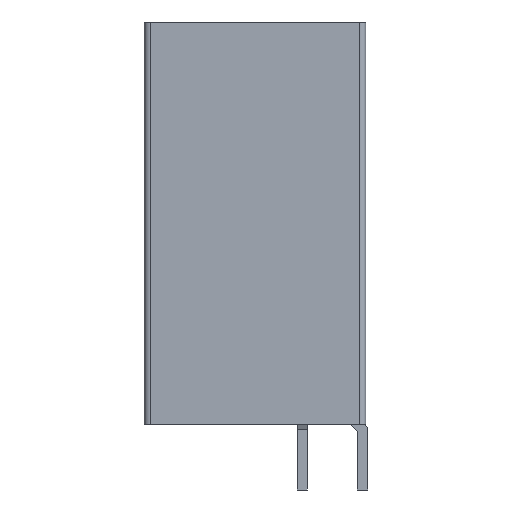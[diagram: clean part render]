
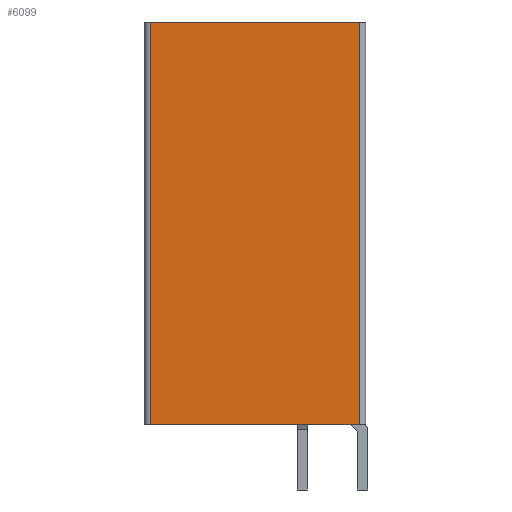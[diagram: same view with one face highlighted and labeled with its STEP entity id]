
A CAD part, front view. The second image highlights one B-rep face of the part: STEP entity #6099.
In plain terms, the highlighted face is planar.
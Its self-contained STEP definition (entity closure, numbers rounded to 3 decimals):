
#61 = VECTOR ( 'NONE', #2113, 1000. ) ;
#629 = ORIENTED_EDGE ( 'NONE', *, *, #1532, .T. ) ;
#962 = FACE_OUTER_BOUND ( 'NONE', #3296, .T. ) ;
#1008 = CARTESIAN_POINT ( 'NONE',  ( -7.5, -2.3, 20. ) ) ;
#1040 = LINE ( 'NONE', #1069, #61 ) ;
#1069 = CARTESIAN_POINT ( 'NONE',  ( -7.5, -2., 0. ) ) ;
#1370 = VERTEX_POINT ( 'NONE', #2490 ) ;
#1401 = LINE ( 'NONE', #6563, #1881 ) ;
#1532 = EDGE_CURVE ( 'NONE', #3223, #6505, #4688, .T. ) ;
#1881 = VECTOR ( 'NONE', #4119, 1000. ) ;
#1900 = EDGE_CURVE ( 'NONE', #4437, #3223, #1040, .T. ) ;
#2113 = DIRECTION ( 'NONE',  ( 0., 0., 1. ) ) ;
#2130 = AXIS2_PLACEMENT_3D ( 'NONE', #5549, #2947, #6024 ) ;
#2248 = VECTOR ( 'NONE', #5501, 1000. ) ;
#2490 = CARTESIAN_POINT ( 'NONE',  ( -7.5, 8.4, 0. ) ) ;
#2762 = ORIENTED_EDGE ( 'NONE', *, *, #4451, .F. ) ;
#2861 = LINE ( 'NONE', #4026, #2248 ) ;
#2947 = DIRECTION ( 'NONE',  ( -1., 0., 0. ) ) ;
#3223 = VERTEX_POINT ( 'NONE', #6249 ) ;
#3296 = EDGE_LOOP ( 'NONE', ( #2762, #4491, #629, #6571 ) ) ;
#3498 = PLANE ( 'NONE',  #2130 ) ;
#3531 = CARTESIAN_POINT ( 'NONE',  ( -7.5, 8.4, 20. ) ) ;
#4026 = CARTESIAN_POINT ( 'NONE',  ( -7.5, 8.4, 0. ) ) ;
#4119 = DIRECTION ( 'NONE',  ( 0., 1., 0. ) ) ;
#4162 = DIRECTION ( 'NONE',  ( 0., 1., 0. ) ) ;
#4437 = VERTEX_POINT ( 'NONE', #5139 ) ;
#4451 = EDGE_CURVE ( 'NONE', #4437, #1370, #1401, .T. ) ;
#4491 = ORIENTED_EDGE ( 'NONE', *, *, #1900, .T. ) ;
#4688 = LINE ( 'NONE', #1008, #5939 ) ;
#5139 = CARTESIAN_POINT ( 'NONE',  ( -7.5, -2., 0. ) ) ;
#5501 = DIRECTION ( 'NONE',  ( 0., 0., 1. ) ) ;
#5549 = CARTESIAN_POINT ( 'NONE',  ( -7.5, -2.3, 0. ) ) ;
#5939 = VECTOR ( 'NONE', #4162, 1000. ) ;
#6024 = DIRECTION ( 'NONE',  ( 0., 0., 1. ) ) ;
#6099 = ADVANCED_FACE ( 'NONE', ( #962 ), #3498, .T. ) ;
#6249 = CARTESIAN_POINT ( 'NONE',  ( -7.5, -2., 20. ) ) ;
#6505 = VERTEX_POINT ( 'NONE', #3531 ) ;
#6563 = CARTESIAN_POINT ( 'NONE',  ( -7.5, -2.3, 0. ) ) ;
#6571 = ORIENTED_EDGE ( 'NONE', *, *, #6705, .F. ) ;
#6705 = EDGE_CURVE ( 'NONE', #1370, #6505, #2861, .T. ) ;
